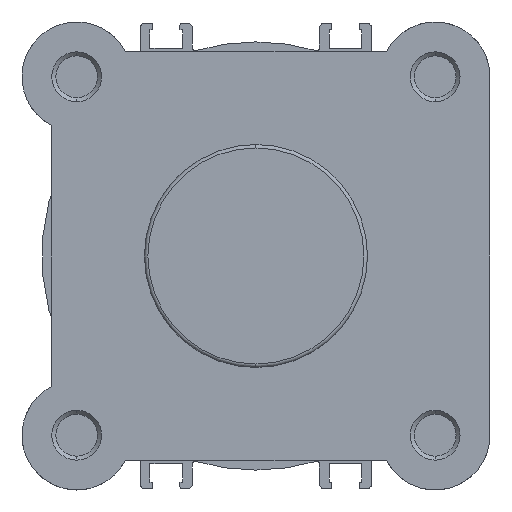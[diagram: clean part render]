
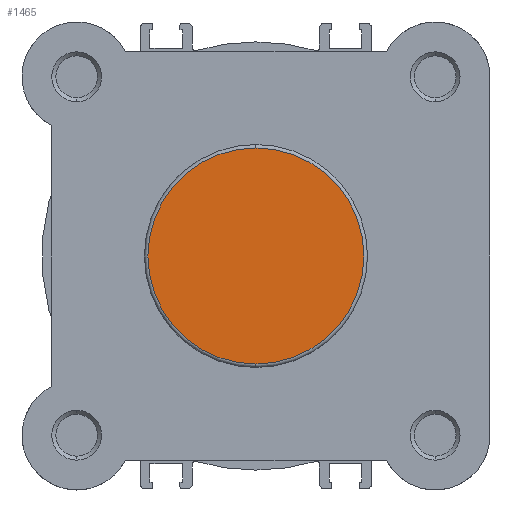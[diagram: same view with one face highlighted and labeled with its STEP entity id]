
A CAD part, left-side view. The second image highlights one B-rep face of the part: STEP entity #1465.
In plain terms, the highlighted planar face has unit normal (-1, 0, 0).
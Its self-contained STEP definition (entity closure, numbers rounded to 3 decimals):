
#24 = CARTESIAN_POINT ( 'NONE',  ( 0., 0., -21.7 ) ) ;
#71 = CARTESIAN_POINT ( 'NONE',  ( 0., 0., 21.7 ) ) ;
#817 = VERTEX_POINT ( 'NONE', #24 ) ;
#823 = VERTEX_POINT ( 'NONE', #71 ) ;
#990 = EDGE_CURVE ( 'NONE', #823, #817, #2526, .T. ) ;
#1054 = EDGE_CURVE ( 'NONE', #817, #823, #2616, .T. ) ;
#1465 = ADVANCED_FACE ( 'NONE', ( #6048 ), #6682, .F. ) ;
#2171 = EDGE_LOOP ( 'NONE', ( #4279, #4248 ) ) ;
#2526 = CIRCLE ( 'NONE', #4912, 21.7 ) ;
#2616 = CIRCLE ( 'NONE', #4949, 21.7 ) ;
#2742 = CARTESIAN_POINT ( 'NONE',  ( 0., 0., 0. ) ) ;
#2743 = DIRECTION ( 'NONE',  ( -1., 0., 0. ) ) ;
#2744 = DIRECTION ( 'NONE',  ( 0., 0., -1. ) ) ;
#2901 = CARTESIAN_POINT ( 'NONE',  ( 0., 0., 0. ) ) ;
#2908 = DIRECTION ( 'NONE',  ( -1., 0., 0. ) ) ;
#2909 = DIRECTION ( 'NONE',  ( 0., 0., -1. ) ) ;
#4248 = ORIENTED_EDGE ( 'NONE', *, *, #990, .T. ) ;
#4279 = ORIENTED_EDGE ( 'NONE', *, *, #1054, .T. ) ;
#4912 = AXIS2_PLACEMENT_3D ( 'NONE', #2742, #2743, #2744 ) ;
#4949 = AXIS2_PLACEMENT_3D ( 'NONE', #2901, #2908, #2909 ) ;
#5281 = AXIS2_PLACEMENT_3D ( 'NONE', #6681, #6683, #6684 ) ;
#6048 = FACE_OUTER_BOUND ( 'NONE', #2171, .T. ) ;
#6681 = CARTESIAN_POINT ( 'NONE',  ( 0., 22.4, 0. ) ) ;
#6682 = PLANE ( 'NONE',  #5281 ) ;
#6683 = DIRECTION ( 'NONE',  ( 1., 0., 0. ) ) ;
#6684 = DIRECTION ( 'NONE',  ( 0., 0., -1. ) ) ;
